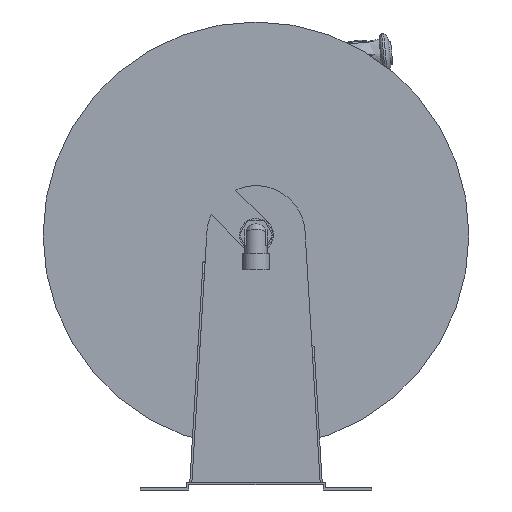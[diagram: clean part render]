
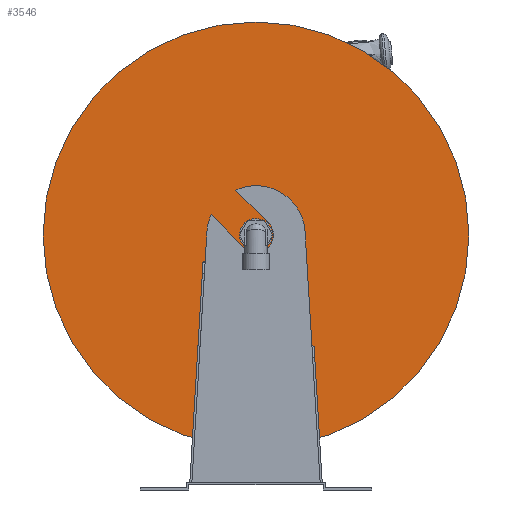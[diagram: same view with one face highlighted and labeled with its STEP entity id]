
A CAD part, left-side view. The second image highlights one B-rep face of the part: STEP entity #3546.
In plain terms, the highlighted face is planar.
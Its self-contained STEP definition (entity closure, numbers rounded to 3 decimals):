
#793=PLANE('',#3873);
#1262=ORIENTED_EDGE('',*,*,#1883,.T.);
#1883=EDGE_CURVE('',#2241,#2241,#2443,.T.);
#2241=VERTEX_POINT('',#8500);
#2443=CIRCLE('',#3872,207.5);
#2645=EDGE_LOOP('',(#1262));
#2908=FACE_BOUND('',#2645,.T.);
#3546=ADVANCED_FACE('',(#2908),#793,.F.);
#3872=AXIS2_PLACEMENT_3D('',#8499,#4434,#4435);
#3873=AXIS2_PLACEMENT_3D('',#8501,#4436,#4437);
#4434=DIRECTION('',(0.,0.,1.));
#4435=DIRECTION('',(1.,0.,0.));
#4436=DIRECTION('',(0.,0.,-1.));
#4437=DIRECTION('',(-1.,0.,0.));
#8499=CARTESIAN_POINT('',(0.,0.,1.2));
#8500=CARTESIAN_POINT('',(207.5,0.,1.2));
#8501=CARTESIAN_POINT('',(0.,0.,1.2));
